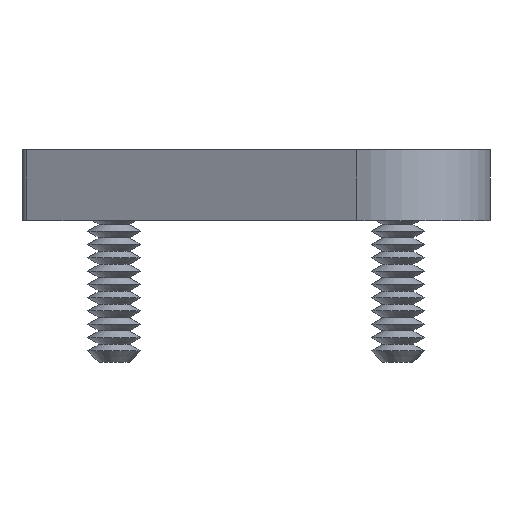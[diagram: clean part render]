
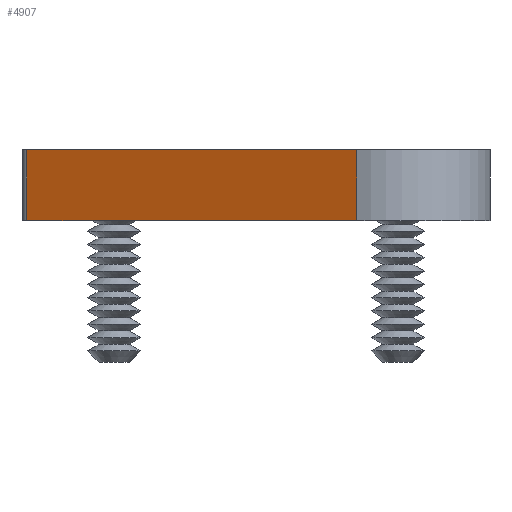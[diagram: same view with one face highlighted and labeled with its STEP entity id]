
A CAD part, front view. The second image highlights one B-rep face of the part: STEP entity #4907.
In plain terms, the highlighted planar face has unit normal (-0.446, -0.895, 0).
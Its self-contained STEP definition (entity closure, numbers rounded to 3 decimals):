
#143 = EDGE_CURVE ( 'NONE', #6543, #718, #2616, .T. ) ;
#185 = DIRECTION ( 'NONE',  ( 0.446, 0.895, 0. ) ) ;
#401 = VERTEX_POINT ( 'NONE', #1124 ) ;
#465 = FACE_OUTER_BOUND ( 'NONE', #2977, .T. ) ;
#509 = DIRECTION ( 'NONE',  ( 0.895, -0.446, 0. ) ) ;
#718 = VERTEX_POINT ( 'NONE', #6647 ) ;
#811 = DIRECTION ( 'NONE',  ( 0., 0., -1. ) ) ;
#844 = AXIS2_PLACEMENT_3D ( 'NONE', #4395, #185, #5658 ) ;
#1124 = CARTESIAN_POINT ( 'NONE',  ( -12.02, -22.495, 36.55 ) ) ;
#1148 = EDGE_CURVE ( 'NONE', #2398, #718, #3175, .T. ) ;
#1223 = ORIENTED_EDGE ( 'NONE', *, *, #1794, .T. ) ;
#1794 = EDGE_CURVE ( 'NONE', #401, #2398, #6783, .T. ) ;
#1996 = DIRECTION ( 'NONE',  ( 0.895, -0.446, 0. ) ) ;
#2398 = VERTEX_POINT ( 'NONE', #7660 ) ;
#2458 = VECTOR ( 'NONE', #509, 1000. ) ;
#2473 = PLANE ( 'NONE',  #844 ) ;
#2616 = LINE ( 'NONE', #4522, #4267 ) ;
#2771 = DIRECTION ( 'NONE',  ( 0., 0., -1. ) ) ;
#2883 = VECTOR ( 'NONE', #1996, 1000. ) ;
#2920 = LINE ( 'NONE', #3469, #2458 ) ;
#2977 = EDGE_LOOP ( 'NONE', ( #5466, #6200, #4343, #1223 ) ) ;
#3175 = LINE ( 'NONE', #5456, #2883 ) ;
#3469 = CARTESIAN_POINT ( 'NONE',  ( -12.02, -22.495, 36.55 ) ) ;
#4267 = VECTOR ( 'NONE', #2771, 1000. ) ;
#4343 = ORIENTED_EDGE ( 'NONE', *, *, #5554, .F. ) ;
#4395 = CARTESIAN_POINT ( 'NONE',  ( -12.02, -22.495, 36.55 ) ) ;
#4522 = CARTESIAN_POINT ( 'NONE',  ( 6.584, -31.761, 36.55 ) ) ;
#4907 = ADVANCED_FACE ( 'NONE', ( #465 ), #2473, .F. ) ;
#5013 = CARTESIAN_POINT ( 'NONE',  ( -12.02, -22.495, 36.55 ) ) ;
#5456 = CARTESIAN_POINT ( 'NONE',  ( -12.02, -22.495, 32.55 ) ) ;
#5466 = ORIENTED_EDGE ( 'NONE', *, *, #1148, .T. ) ;
#5554 = EDGE_CURVE ( 'NONE', #401, #6543, #2920, .T. ) ;
#5658 = DIRECTION ( 'NONE',  ( 0., 0., 1. ) ) ;
#6200 = ORIENTED_EDGE ( 'NONE', *, *, #143, .F. ) ;
#6243 = VECTOR ( 'NONE', #811, 1000. ) ;
#6366 = CARTESIAN_POINT ( 'NONE',  ( 6.584, -31.761, 36.55 ) ) ;
#6543 = VERTEX_POINT ( 'NONE', #6366 ) ;
#6647 = CARTESIAN_POINT ( 'NONE',  ( 6.584, -31.761, 32.55 ) ) ;
#6783 = LINE ( 'NONE', #5013, #6243 ) ;
#7660 = CARTESIAN_POINT ( 'NONE',  ( -12.02, -22.495, 32.55 ) ) ;
